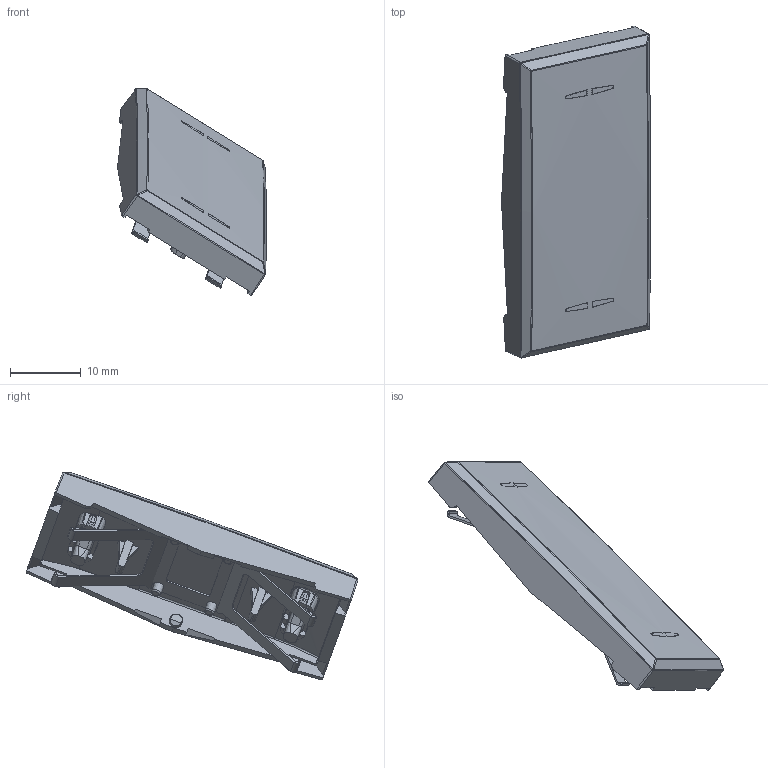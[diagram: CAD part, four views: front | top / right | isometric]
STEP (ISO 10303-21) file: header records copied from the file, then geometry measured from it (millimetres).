
FILE_DESCRIPTION(('CATIA V5 STEP Exchange'),'2;1');
FILE_NAME('442ELA02-C.stp','2024-03-08T11:11:15+00:00',('none'),('none'),'CATIA Version 5-6 Release 2016 SP6','CATIA V5 STEP AP203','none');
FILE_SCHEMA(('CONFIG_CONTROL_DESIGN'));
Length unit declared in the file: millimetre
Products named in the file (1): 44xELA02-C
Assembly tree (5 placements, depth 2):
  44xELA02-C
    #57
    #18391  x2
    #20453
    #22526
Bounding box: 21.09 x 46.99 x 29.36 mm (x, y, z)
Volume: 2508.1 mm3; surface area: 4097.4 mm2
Topology: 4 solids, 4 shells, 642 faces, 1802 edges, 1160 vertices
Faces by surface type: plane 294, cylinder 128, bspline 88, cone 72, torus 46, sphere 14
Entity records: 22563 total; most frequent: CARTESIAN_POINT 9599, ORIENTED_EDGE 3264, DIRECTION 1691, EDGE_CURVE 1632, VERTEX_POINT 1060, VECTOR 696, LINE 696, B_SPLINE_CURVE_WITH_KNOTS 683
